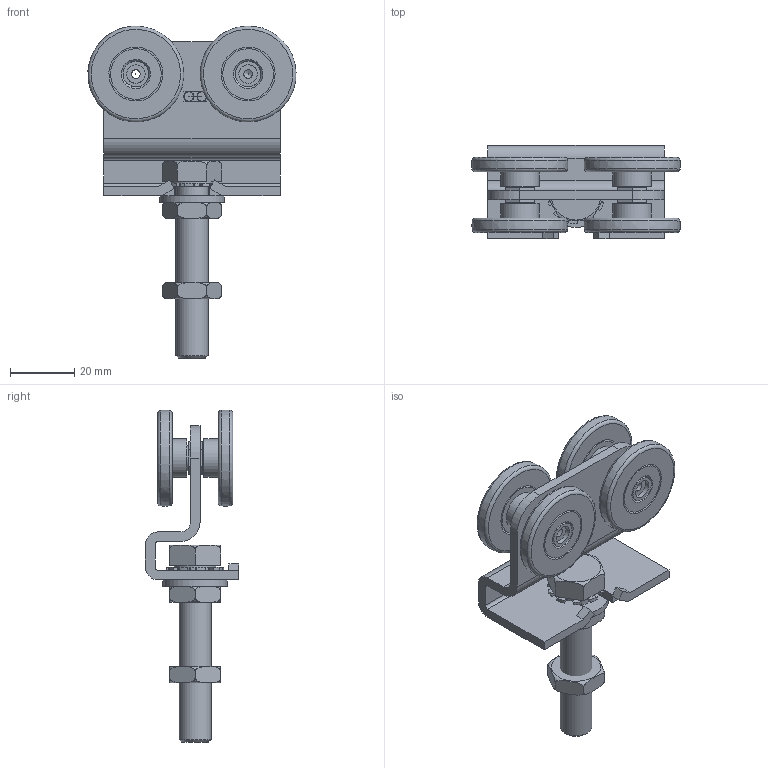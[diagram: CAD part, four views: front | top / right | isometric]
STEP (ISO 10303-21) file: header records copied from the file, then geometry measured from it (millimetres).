
FILE_DESCRIPTION(/* description */ (''),/* implementation_level */ '2;1');
FILE_NAME(/* name */ '2232.stp',/* time_stamp */ '2020-02-26T14:28:00+01:00',/* author */ ('DBARI'),/* organization */ (''),/* preprocessor_version */ 'ST-DEVELOPER v17.2',/* originating_system */ 'Autodesk Inventor 2019',/* authorisation */ '');
FILE_SCHEMA (('AUTOMOTIVE_DESIGN { 1 0 10303 214 3 1 1 }'));
Length unit declared in the file: millimetre
Products named in the file (9): 2232; 18275; 13581; 18476; 15213; 15213_1; 09016; 06010; 04527
Assembly tree (12 placements, depth 2):
  2232
    18275
    13581
    18476  x4
    15213
    15213_1
    09016
    06010  x2
    04527
Bounding box: 64.96 x 29 x 103.48 mm (x, y, z)
Volume: 35075.6 mm3; surface area: 25841.9 mm2
Topology: 16 solids, 16 shells, 299 faces, 763 edges, 523 vertices
Faces by surface type: plane 177, cylinder 92, cone 13, torus 13, bspline 4
Full cylindrical faces by diameter (mm): 1.151 x1, 1.25 x1, 5.8 x4, 7.9 x4, 8.1 x4, 8.376 x2, 10 x1, 10.2 x1, 10.4 x1, 12 x4, 13 x1, 15.8 x4, 16.8 x4, 20.1 x1
Entity records: 8310 total; most frequent: CARTESIAN_POINT 1735, DIRECTION 1350, ORIENTED_EDGE 1256, EDGE_CURVE 628, AXIS2_PLACEMENT_3D 476, VERTEX_POINT 424, LINE 398, VECTOR 398
